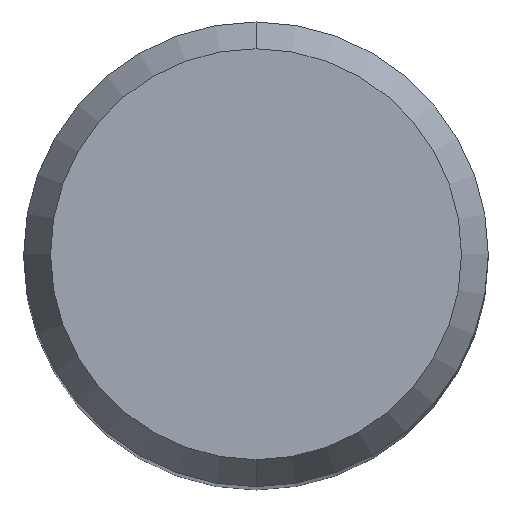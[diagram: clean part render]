
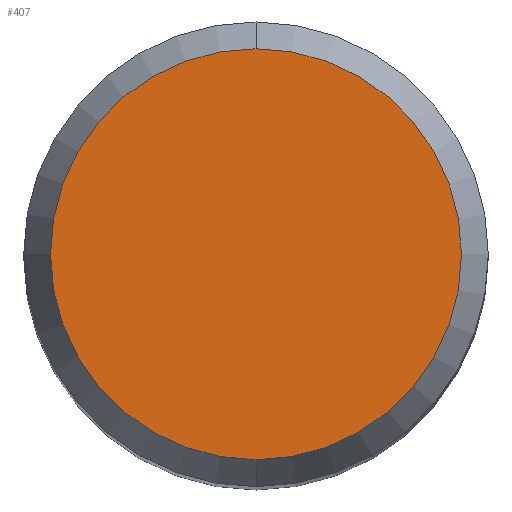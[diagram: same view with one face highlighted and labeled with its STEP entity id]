
A CAD part, top view. The second image highlights one B-rep face of the part: STEP entity #407.
In plain terms, the highlighted planar face has unit normal (0, 0, 1).
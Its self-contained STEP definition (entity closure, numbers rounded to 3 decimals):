
#175=EDGE_CURVE('',#377,#325,#466,.T.);
#317=EDGE_CURVE('',#325,#377,#625,.T.);
#325=VERTEX_POINT('',#633);
#377=VERTEX_POINT('',#693);
#407=ADVANCED_FACE('',(#723),#724,.T.);
#466=CIRCLE('',#782,3.538);
#625=CIRCLE('',#1107,3.538);
#633=CARTESIAN_POINT('',(0.0,3.538,0.0));
#693=CARTESIAN_POINT('',(0.,-3.538,0.0));
#723=FACE_OUTER_BOUND('',#1311,.T.);
#724=PLANE('',#1312);
#782=AXIS2_PLACEMENT_3D('',#1393,#1394,#1395);
#1107=AXIS2_PLACEMENT_3D('',#1590,#1591,#1592);
#1311=EDGE_LOOP('',(#1697,#1698));
#1312=AXIS2_PLACEMENT_3D('',#1699,#1700,#1701);
#1393=CARTESIAN_POINT('',(0.0,0.0,0.0));
#1394=DIRECTION('',(0.0,0.0,-1.0));
#1395=DIRECTION('',(0.0,1.0,0.0));
#1590=CARTESIAN_POINT('',(0.0,0.0,0.0));
#1591=DIRECTION('',(0.0,0.0,-1.0));
#1592=DIRECTION('',(0.0,1.0,0.0));
#1697=ORIENTED_EDGE('',*,*,#317,.F.);
#1698=ORIENTED_EDGE('',*,*,#175,.F.);
#1699=CARTESIAN_POINT('',(0.0,1.769,0.0));
#1700=DIRECTION('',(-0.0,0.0,1.0));
#1701=DIRECTION('',(0.0,-1.0,0.0));
